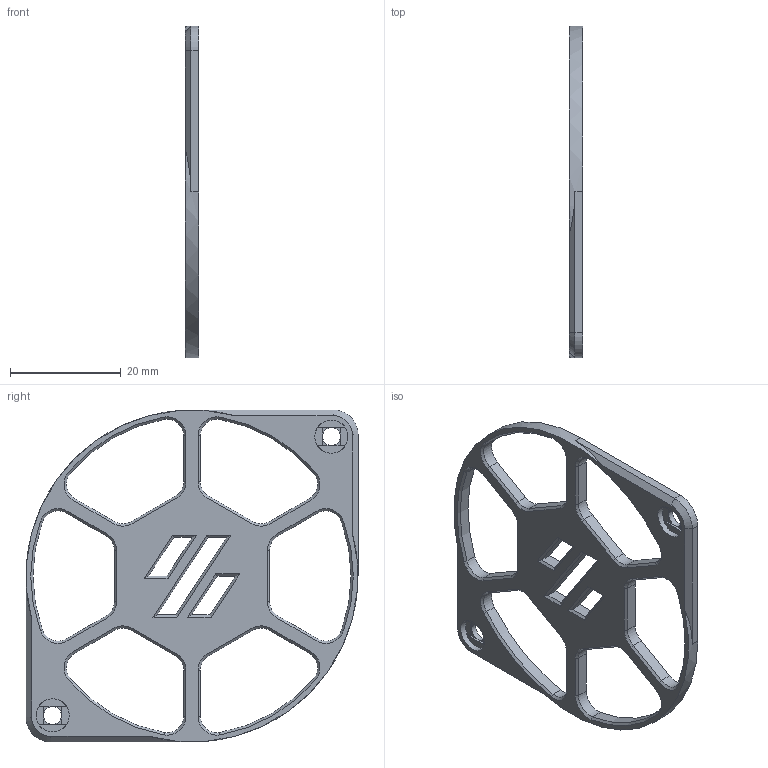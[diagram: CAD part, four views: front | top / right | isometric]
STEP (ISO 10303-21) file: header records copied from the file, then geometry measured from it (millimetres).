
FILE_DESCRIPTION(/* description */ (''),/* implementation_level */ '2;1');
FILE_NAME(/* name */ 'fan_grille.step',/* time_stamp */ '2022-05-21T20:08:57-07:00',/* author */ (''),/* organization */ (''),/* preprocessor_version */ 'ST-DEVELOPER v18.1',/* originating_system */ 'Autodesk Translation Framework v10.14.0.1471',/* authorisation */ '');
FILE_SCHEMA (('AUTOMOTIVE_DESIGN { 1 0 10303 214 3 1 1 }'));
Length unit declared in the file: millimetre
Products named in the file (1): fan_grille
Bounding box: 2.4 x 60 x 60 mm (x, y, z)
Volume: 3342.6 mm3; surface area: 4419.5 mm2
Topology: 1 solids, 1 shells, 167 faces, 423 edges, 258 vertices
Faces by surface type: plane 97, cylinder 38, cone 32
Full cylindrical faces by diameter (mm): 3.2 x2, 6 x2
Entity records: 5031 total; most frequent: DIRECTION 885, CARTESIAN_POINT 849, ORIENTED_EDGE 846, EDGE_CURVE 423, LINE 297, VECTOR 297, AXIS2_PLACEMENT_3D 294, VERTEX_POINT 258
